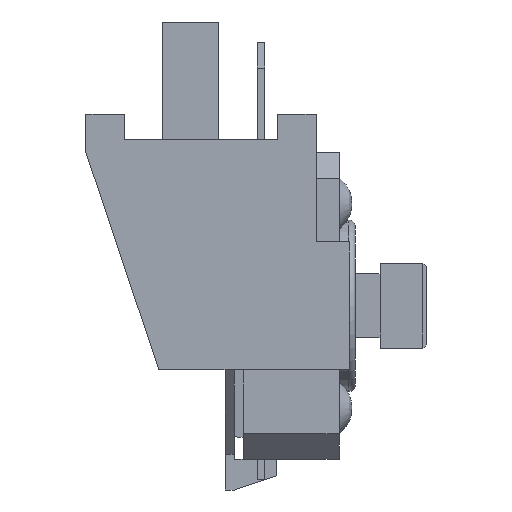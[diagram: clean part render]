
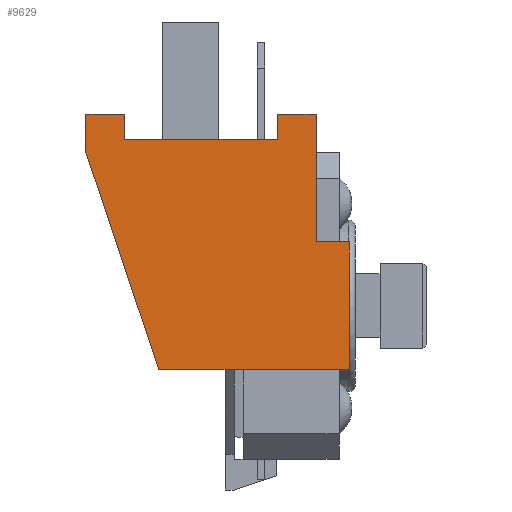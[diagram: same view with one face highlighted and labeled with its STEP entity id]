
A CAD part, left-side view. The second image highlights one B-rep face of the part: STEP entity #9629.
In plain terms, the highlighted face is planar.
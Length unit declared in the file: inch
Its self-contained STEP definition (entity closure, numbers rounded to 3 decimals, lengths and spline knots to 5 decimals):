
#16 = VERTEX_POINT ( 'NONE', #2040 ) ;
#38 = EDGE_CURVE ( 'NONE', #2023, #673, #4574, .T. ) ;
#78 = VECTOR ( 'NONE', #8736, 39.37008 ) ;
#154 = EDGE_CURVE ( 'NONE', #537, #4254, #7691, .T. ) ;
#156 = CARTESIAN_POINT ( 'NONE',  ( 0.21063, 0.03937, 0.25787 ) ) ;
#207 = EDGE_CURVE ( 'NONE', #3433, #16, #3498, .T. ) ;
#347 = DIRECTION ( 'NONE',  ( 0., -1., 0. ) ) ;
#427 = VERTEX_POINT ( 'NONE', #4314 ) ;
#537 = VERTEX_POINT ( 'NONE', #156 ) ;
#552 = EDGE_CURVE ( 'NONE', #7204, #3433, #1722, .T. ) ;
#673 = VERTEX_POINT ( 'NONE', #6415 ) ;
#779 = CARTESIAN_POINT ( 'NONE',  ( 0.21063, 0.03937, 0.25787 ) ) ;
#814 = CARTESIAN_POINT ( 'NONE',  ( -0.08465, 0., 0.25787 ) ) ;
#1014 = ORIENTED_EDGE ( 'NONE', *, *, #4735, .F. ) ;
#1037 = VECTOR ( 'NONE', #1474, 39.37008 ) ;
#1301 = ORIENTED_EDGE ( 'NONE', *, *, #6421, .T. ) ;
#1303 = EDGE_CURVE ( 'NONE', #7204, #6466, #4481, .T. ) ;
#1332 = DIRECTION ( 'NONE',  ( 1., 0., 0. ) ) ;
#1459 = LINE ( 'NONE', #5390, #5619 ) ;
#1474 = DIRECTION ( 'NONE',  ( -1., 0., 0. ) ) ;
#1722 = LINE ( 'NONE', #3424, #4144 ) ;
#1737 = DIRECTION ( 'NONE',  ( 0., -1., 0. ) ) ;
#1869 = CARTESIAN_POINT ( 'NONE',  ( 0.15748, 0.3937, 0.25787 ) ) ;
#2022 = VECTOR ( 'NONE', #8250, 39.37008 ) ;
#2023 = VERTEX_POINT ( 'NONE', #2362 ) ;
#2040 = CARTESIAN_POINT ( 'NONE',  ( -0.08465, 0.19685, 0.25787 ) ) ;
#2165 = CARTESIAN_POINT ( 'NONE',  ( -0.02559, 0., 0.25787 ) ) ;
#2259 = DIRECTION ( 'NONE',  ( 1., 0., 0. ) ) ;
#2362 = CARTESIAN_POINT ( 'NONE',  ( 0.26969, 0., 0.25787 ) ) ;
#2500 = EDGE_CURVE ( 'NONE', #2023, #4254, #9975, .T. ) ;
#2617 = ORIENTED_EDGE ( 'NONE', *, *, #207, .T. ) ;
#3007 = CARTESIAN_POINT ( 'NONE',  ( 0.26969, 0., 0.25787 ) ) ;
#3057 = CARTESIAN_POINT ( 'NONE',  ( 0.21063, 0., 0.25787 ) ) ;
#3080 = ORIENTED_EDGE ( 'NONE', *, *, #154, .T. ) ;
#3401 = ORIENTED_EDGE ( 'NONE', *, *, #2500, .F. ) ;
#3424 = CARTESIAN_POINT ( 'NONE',  ( -0.13583, 0.3937, 0.25787 ) ) ;
#3433 = VERTEX_POINT ( 'NONE', #5397 ) ;
#3498 = LINE ( 'NONE', #5716, #9610 ) ;
#4144 = VECTOR ( 'NONE', #347, 39.37008 ) ;
#4254 = VERTEX_POINT ( 'NONE', #3057 ) ;
#4314 = CARTESIAN_POINT ( 'NONE',  ( -0.02559, 0., 0.25787 ) ) ;
#4427 = EDGE_CURVE ( 'NONE', #4753, #16, #7132, .T. ) ;
#4429 = FACE_OUTER_BOUND ( 'NONE', #7604, .T. ) ;
#4471 = VECTOR ( 'NONE', #8595, 39.37008 ) ;
#4481 = LINE ( 'NONE', #7440, #6999 ) ;
#4541 = DIRECTION ( 'NONE',  ( 1., 0., 0. ) ) ;
#4574 = LINE ( 'NONE', #6784, #7515 ) ;
#4639 = CARTESIAN_POINT ( 'NONE',  ( -0.1561, 0.41339, 0.25787 ) ) ;
#4735 = EDGE_CURVE ( 'NONE', #427, #4753, #6870, .T. ) ;
#4753 = VERTEX_POINT ( 'NONE', #814 ) ;
#4897 = ORIENTED_EDGE ( 'NONE', *, *, #8169, .T. ) ;
#5054 = LINE ( 'NONE', #8120, #4471 ) ;
#5268 = CARTESIAN_POINT ( 'NONE',  ( -0.02559, 0., 0.25787 ) ) ;
#5364 = EDGE_CURVE ( 'NONE', #427, #5901, #6416, .T. ) ;
#5390 = CARTESIAN_POINT ( 'NONE',  ( -0.02559, 0.03937, 0.25787 ) ) ;
#5397 = CARTESIAN_POINT ( 'NONE',  ( -0.13583, 0.19685, 0.25787 ) ) ;
#5619 = VECTOR ( 'NONE', #2259, 39.37008 ) ;
#5716 = CARTESIAN_POINT ( 'NONE',  ( -0.13583, 0.19685, 0.25787 ) ) ;
#5901 = VERTEX_POINT ( 'NONE', #8410 ) ;
#6415 = CARTESIAN_POINT ( 'NONE',  ( 0.26969, 0.05906, 0.25787 ) ) ;
#6416 = LINE ( 'NONE', #2165, #9927 ) ;
#6421 = EDGE_CURVE ( 'NONE', #673, #6466, #5054, .T. ) ;
#6466 = VERTEX_POINT ( 'NONE', #1869 ) ;
#6703 = ORIENTED_EDGE ( 'NONE', *, *, #38, .T. ) ;
#6763 = DIRECTION ( 'NONE',  ( 0., 1., 0. ) ) ;
#6784 = CARTESIAN_POINT ( 'NONE',  ( 0.26969, 0., 0.25787 ) ) ;
#6869 = VECTOR ( 'NONE', #1737, 39.37008 ) ;
#6870 = LINE ( 'NONE', #5268, #1037 ) ;
#6947 = CARTESIAN_POINT ( 'NONE',  ( -0.13583, 0.3937, 0.25787 ) ) ;
#6998 = ORIENTED_EDGE ( 'NONE', *, *, #1303, .F. ) ;
#6999 = VECTOR ( 'NONE', #1332, 39.37008 ) ;
#7132 = LINE ( 'NONE', #8593, #78 ) ;
#7204 = VERTEX_POINT ( 'NONE', #6947 ) ;
#7440 = CARTESIAN_POINT ( 'NONE',  ( -0.13583, 0.3937, 0.25787 ) ) ;
#7497 = DIRECTION ( 'NONE',  ( 0., 0., 1. ) ) ;
#7515 = VECTOR ( 'NONE', #9861, 39.37008 ) ;
#7556 = PLANE ( 'NONE',  #9067 ) ;
#7604 = EDGE_LOOP ( 'NONE', ( #3080, #3401, #6703, #1301, #6998, #8852, #2617, #9582, #1014, #9843, #4897 ) ) ;
#7691 = LINE ( 'NONE', #779, #6869 ) ;
#8120 = CARTESIAN_POINT ( 'NONE',  ( 0.26969, 0.05906, 0.25787 ) ) ;
#8169 = EDGE_CURVE ( 'NONE', #5901, #537, #1459, .T. ) ;
#8250 = DIRECTION ( 'NONE',  ( -1., 0., 0. ) ) ;
#8410 = CARTESIAN_POINT ( 'NONE',  ( -0.02559, 0.03937, 0.25787 ) ) ;
#8593 = CARTESIAN_POINT ( 'NONE',  ( -0.08465, 0., 0.25787 ) ) ;
#8595 = DIRECTION ( 'NONE',  ( -0.318, 0.948, 0. ) ) ;
#8736 = DIRECTION ( 'NONE',  ( 0., 1., 0. ) ) ;
#8852 = ORIENTED_EDGE ( 'NONE', *, *, #552, .T. ) ;
#9067 = AXIS2_PLACEMENT_3D ( 'NONE', #4639, #7497, #4541 ) ;
#9582 = ORIENTED_EDGE ( 'NONE', *, *, #4427, .F. ) ;
#9598 = DIRECTION ( 'NONE',  ( 1., 0., 0. ) ) ;
#9610 = VECTOR ( 'NONE', #9598, 39.37008 ) ;
#9629 = ADVANCED_FACE ( 'NONE', ( #4429 ), #7556, .T. ) ;
#9843 = ORIENTED_EDGE ( 'NONE', *, *, #5364, .T. ) ;
#9861 = DIRECTION ( 'NONE',  ( 0., 1., 0. ) ) ;
#9927 = VECTOR ( 'NONE', #6763, 39.37008 ) ;
#9975 = LINE ( 'NONE', #3007, #2022 ) ;
